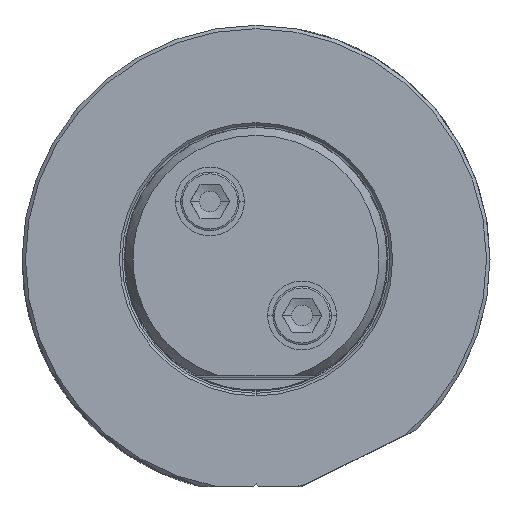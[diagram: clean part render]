
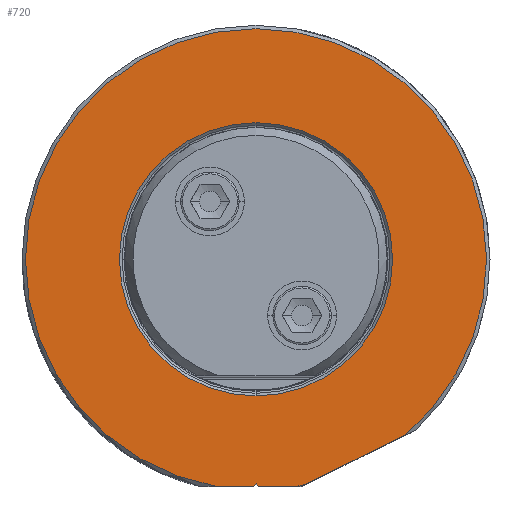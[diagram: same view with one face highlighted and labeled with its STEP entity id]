
A CAD part, top view. The second image highlights one B-rep face of the part: STEP entity #720.
In plain terms, the highlighted planar face has unit normal (0, 0, 1).
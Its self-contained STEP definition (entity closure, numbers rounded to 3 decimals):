
#232=PLANE('',#6266);
#720=ADVANCED_FACE('',(#1028,#1029),#232,.T.);
#1028=FACE_BOUND('',#1201,.T.);
#1029=FACE_BOUND('',#1202,.T.);
#1201=EDGE_LOOP('',(#3472,#3473,#3474,#3475,#3476,#3477,#3478,#3479));
#1202=EDGE_LOOP('',(#3480,#3481));
#1498=CIRCLE('',#6260,33.5);
#1499=CIRCLE('',#6261,33.5);
#1500=CIRCLE('',#6263,33.5);
#1501=CIRCLE('',#6264,19.85);
#1502=CIRCLE('',#6265,19.85);
#1811=LINE('',#12799,#2135);
#1813=LINE('',#12817,#2137);
#1815=LINE('',#12821,#2139);
#1817=LINE('',#12825,#2141);
#1819=LINE('',#12829,#2143);
#2135=VECTOR('',#7265,1.);
#2137=VECTOR('',#7269,1.);
#2139=VECTOR('',#7273,1.);
#2141=VECTOR('',#7277,1.);
#2143=VECTOR('',#7281,1.);
#3472=ORIENTED_EDGE('',*,*,#5412,.T.);
#3473=ORIENTED_EDGE('',*,*,#5334,.T.);
#3474=ORIENTED_EDGE('',*,*,#5411,.T.);
#3475=ORIENTED_EDGE('',*,*,#5410,.T.);
#3476=ORIENTED_EDGE('',*,*,#5344,.F.);
#3477=ORIENTED_EDGE('',*,*,#5342,.T.);
#3478=ORIENTED_EDGE('',*,*,#5340,.T.);
#3479=ORIENTED_EDGE('',*,*,#5338,.F.);
#3480=ORIENTED_EDGE('',*,*,#5413,.T.);
#3481=ORIENTED_EDGE('',*,*,#5414,.T.);
#4634=VERTEX_POINT('',#12798);
#4635=VERTEX_POINT('',#12800);
#4637=VERTEX_POINT('',#12816);
#4638=VERTEX_POINT('',#12818);
#4639=VERTEX_POINT('',#12822);
#4640=VERTEX_POINT('',#12826);
#4641=VERTEX_POINT('',#12830);
#4678=VERTEX_POINT('',#15062);
#4679=VERTEX_POINT('',#15067);
#4680=VERTEX_POINT('',#15068);
#5334=EDGE_CURVE('',#4635,#4634,#1811,.T.);
#5338=EDGE_CURVE('',#4637,#4638,#1813,.T.);
#5340=EDGE_CURVE('',#4639,#4638,#1815,.T.);
#5342=EDGE_CURVE('',#4640,#4639,#1817,.T.);
#5344=EDGE_CURVE('',#4640,#4641,#1819,.T.);
#5410=EDGE_CURVE('',#4678,#4641,#1498,.T.);
#5411=EDGE_CURVE('',#4634,#4678,#1499,.T.);
#5412=EDGE_CURVE('',#4637,#4635,#1500,.T.);
#5413=EDGE_CURVE('',#4679,#4680,#1501,.T.);
#5414=EDGE_CURVE('',#4680,#4679,#1502,.T.);
#6260=AXIS2_PLACEMENT_3D('',#15061,#7366,#7367);
#6261=AXIS2_PLACEMENT_3D('',#15063,#7368,#7369);
#6263=AXIS2_PLACEMENT_3D('',#15065,#7372,#7373);
#6264=AXIS2_PLACEMENT_3D('',#15066,#7374,#7375);
#6265=AXIS2_PLACEMENT_3D('',#15069,#7376,#7377);
#6266=AXIS2_PLACEMENT_3D('',#15070,#7378,#7379);
#7265=DIRECTION('',(0.897,0.441,0.));
#7269=DIRECTION('',(-1.,0.,0.));
#7273=DIRECTION('',(0.707,-0.707,0.));
#7277=DIRECTION('',(0.707,0.707,0.));
#7281=DIRECTION('',(-1.,0.,0.));
#7366=DIRECTION('',(0.,0.,1.));
#7367=DIRECTION('',(0.,1.,0.));
#7368=DIRECTION('',(0.,0.,1.));
#7369=DIRECTION('',(0.646,-0.764,0.));
#7372=DIRECTION('',(0.,0.,1.));
#7373=DIRECTION('',(0.172,-0.985,0.));
#7374=DIRECTION('',(0.,0.,-1.));
#7375=DIRECTION('',(0.,-1.,0.));
#7376=DIRECTION('',(0.,0.,-1.));
#7377=DIRECTION('',(0.,1.,0.));
#7378=DIRECTION('',(0.,0.,1.));
#7379=DIRECTION('',(0.,-1.,0.));
#12798=CARTESIAN_POINT('',(21.634,-25.578,0.));
#12799=CARTESIAN_POINT('',(7.054,-32.749,0.));
#12800=CARTESIAN_POINT('',(7.054,-32.749,0.));
#12816=CARTESIAN_POINT('',(5.766,-33.,0.));
#12817=CARTESIAN_POINT('',(5.766,-33.,0.));
#12818=CARTESIAN_POINT('',(0.354,-33.,0.));
#12821=CARTESIAN_POINT('',(0.,-32.646,0.));
#12822=CARTESIAN_POINT('',(0.,-32.646,0.));
#12825=CARTESIAN_POINT('',(-0.354,-33.,0.));
#12826=CARTESIAN_POINT('',(-0.354,-33.,0.));
#12829=CARTESIAN_POINT('',(-0.354,-33.,0.));
#12830=CARTESIAN_POINT('',(-5.766,-33.,0.));
#15061=CARTESIAN_POINT('',(0.,0.,0.));
#15062=CARTESIAN_POINT('',(0.,33.5,0.));
#15063=CARTESIAN_POINT('',(0.,0.,0.));
#15065=CARTESIAN_POINT('',(0.,0.,0.));
#15066=CARTESIAN_POINT('',(0.,0.,0.));
#15067=CARTESIAN_POINT('',(0.,-19.85,0.));
#15068=CARTESIAN_POINT('',(0.,19.85,0.));
#15069=CARTESIAN_POINT('',(0.,0.,0.));
#15070=CARTESIAN_POINT('',(0.,0.25,0.));
